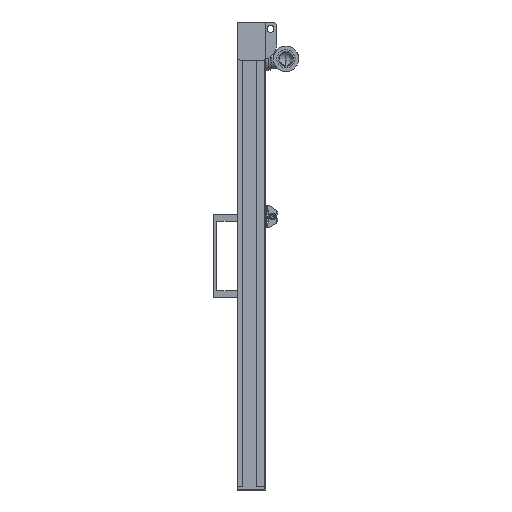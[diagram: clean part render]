
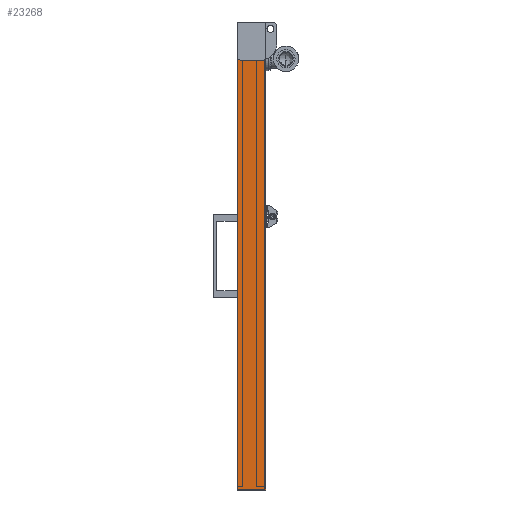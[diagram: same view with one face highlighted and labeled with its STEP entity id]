
A CAD part, left-side view. The second image highlights one B-rep face of the part: STEP entity #23268.
In plain terms, the highlighted face is planar.
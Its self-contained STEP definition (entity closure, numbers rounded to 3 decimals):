
#484 = AXIS2_PLACEMENT_3D ( 'NONE', #2727, #10669, #10544 ) ;
#607 = ORIENTED_EDGE ( 'NONE', *, *, #7742, .T. ) ;
#902 = VERTEX_POINT ( 'NONE', #16398 ) ;
#1200 = CARTESIAN_POINT ( 'NONE',  ( 327.5, 33., 273. ) ) ;
#1414 = CARTESIAN_POINT ( 'NONE',  ( 327.5, 7., -248. ) ) ;
#2572 = ORIENTED_EDGE ( 'NONE', *, *, #14027, .F. ) ;
#2688 = AXIS2_PLACEMENT_3D ( 'NONE', #1414, #11277, #24480 ) ;
#2727 = CARTESIAN_POINT ( 'NONE',  ( 327.5, 28., -233. ) ) ;
#3371 = DIRECTION ( 'NONE',  ( 0., -1., 0. ) ) ;
#5095 = CARTESIAN_POINT ( 'NONE',  ( 327.5, 0., -273. ) ) ;
#5338 = CARTESIAN_POINT ( 'NONE',  ( 327.5, 0., 273. ) ) ;
#6373 = CARTESIAN_POINT ( 'NONE',  ( 327.5, 28., -228. ) ) ;
#7671 = VERTEX_POINT ( 'NONE', #5338 ) ;
#7742 = EDGE_CURVE ( 'NONE', #7671, #19792, #18807, .T. ) ;
#8071 = FACE_OUTER_BOUND ( 'NONE', #19951, .T. ) ;
#9420 = DIRECTION ( 'NONE',  ( 0., -1., 0. ) ) ;
#9611 = DIRECTION ( 'NONE',  ( 0., 0., 1. ) ) ;
#9928 = EDGE_CURVE ( 'NONE', #24174, #902, #13615, .T. ) ;
#10544 = DIRECTION ( 'NONE',  ( 0., 0., 1. ) ) ;
#10669 = DIRECTION ( 'NONE',  ( -1., 0., 0. ) ) ;
#10959 = CARTESIAN_POINT ( 'NONE',  ( 327.5, 33., -228. ) ) ;
#11277 = DIRECTION ( 'NONE',  ( 1., 0., 0. ) ) ;
#11548 = VECTOR ( 'NONE', #16422, 1000. ) ;
#11662 = CARTESIAN_POINT ( 'NONE',  ( 327.5, 33., -273. ) ) ;
#11902 = EDGE_CURVE ( 'NONE', #20637, #12622, #13273, .T. ) ;
#11997 = ORIENTED_EDGE ( 'NONE', *, *, #11902, .F. ) ;
#12399 = EDGE_CURVE ( 'NONE', #24174, #7671, #20925, .T. ) ;
#12622 = VERTEX_POINT ( 'NONE', #19889 ) ;
#12743 = ORIENTED_EDGE ( 'NONE', *, *, #12399, .T. ) ;
#12915 = DIRECTION ( 'NONE',  ( 0., 0., -1. ) ) ;
#13273 = LINE ( 'NONE', #10959, #19786 ) ;
#13529 = ORIENTED_EDGE ( 'NONE', *, *, #9928, .F. ) ;
#13615 = LINE ( 'NONE', #17703, #11548 ) ;
#13778 = ORIENTED_EDGE ( 'NONE', *, *, #21658, .T. ) ;
#14027 = EDGE_CURVE ( 'NONE', #12622, #19792, #15391, .T. ) ;
#15391 = CIRCLE ( 'NONE', #2688, 20. ) ;
#15707 = AXIS2_PLACEMENT_3D ( 'NONE', #11662, #17808, #9611 ) ;
#15720 = CARTESIAN_POINT ( 'NONE',  ( 327.5, 33., 273. ) ) ;
#16398 = CARTESIAN_POINT ( 'NONE',  ( 327.5, 33., -233. ) ) ;
#16422 = DIRECTION ( 'NONE',  ( 0., 0., -1. ) ) ;
#17703 = CARTESIAN_POINT ( 'NONE',  ( 327.5, 33., -273. ) ) ;
#17808 = DIRECTION ( 'NONE',  ( -1., 0., 0. ) ) ;
#18807 = LINE ( 'NONE', #5095, #18816 ) ;
#18816 = VECTOR ( 'NONE', #12915, 1000. ) ;
#18904 = CIRCLE ( 'NONE', #484, 5. ) ;
#19786 = VECTOR ( 'NONE', #9420, 1000. ) ;
#19792 = VERTEX_POINT ( 'NONE', #19813 ) ;
#19813 = CARTESIAN_POINT ( 'NONE',  ( 327.5, 0., -229.265 ) ) ;
#19889 = CARTESIAN_POINT ( 'NONE',  ( 327.5, 7., -228. ) ) ;
#19951 = EDGE_LOOP ( 'NONE', ( #2572, #11997, #13778, #13529, #12743, #607 ) ) ;
#20637 = VERTEX_POINT ( 'NONE', #6373 ) ;
#20925 = LINE ( 'NONE', #1200, #23884 ) ;
#21132 = PLANE ( 'NONE',  #15707 ) ;
#21658 = EDGE_CURVE ( 'NONE', #20637, #902, #18904, .T. ) ;
#23268 = ADVANCED_FACE ( 'NONE', ( #8071 ), #21132, .F. ) ;
#23884 = VECTOR ( 'NONE', #3371, 1000. ) ;
#24174 = VERTEX_POINT ( 'NONE', #15720 ) ;
#24480 = DIRECTION ( 'NONE',  ( 0., 0., -1. ) ) ;
